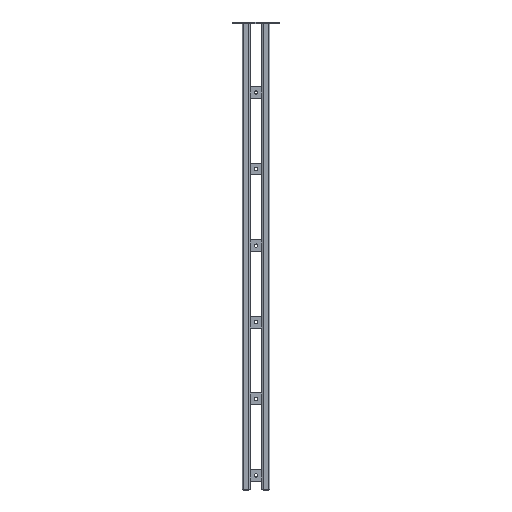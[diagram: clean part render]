
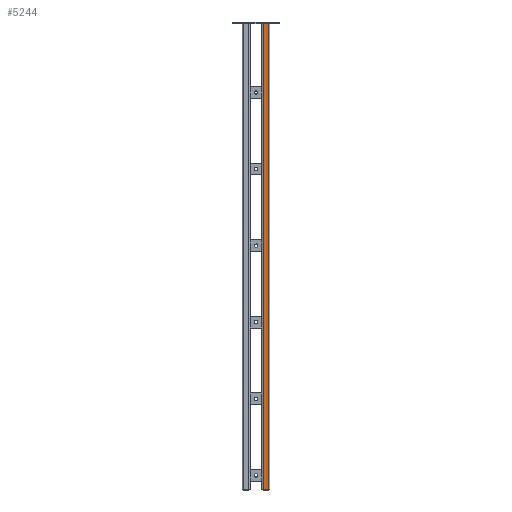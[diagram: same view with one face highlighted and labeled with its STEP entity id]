
A CAD part, top view. The second image highlights one B-rep face of the part: STEP entity #5244.
In plain terms, the highlighted planar face has unit normal (0, 0, 1).
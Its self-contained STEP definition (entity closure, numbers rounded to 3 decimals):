
#250 = CARTESIAN_POINT ( 'NONE',  ( 18.5, -6., 24. ) ) ;
#1005 = ORIENTED_EDGE ( 'NONE', *, *, #15335, .T. ) ;
#1697 = LINE ( 'NONE', #1748, #4788 ) ;
#1748 = CARTESIAN_POINT ( 'NONE',  ( 18.5, -1491., 24. ) ) ;
#2188 = CARTESIAN_POINT ( 'NONE',  ( 22.5, -6., 24. ) ) ;
#2540 = CARTESIAN_POINT ( 'NONE',  ( 40.5, -1491., 24. ) ) ;
#3063 = VECTOR ( 'NONE', #14718, 1000. ) ;
#3276 = DIRECTION ( 'NONE',  ( 1., 0., 0. ) ) ;
#3485 = VERTEX_POINT ( 'NONE', #2540 ) ;
#4769 = PLANE ( 'NONE',  #12428 ) ;
#4788 = VECTOR ( 'NONE', #3276, 1000. ) ;
#5074 = EDGE_CURVE ( 'NONE', #5123, #3485, #7102, .T. ) ;
#5123 = VERTEX_POINT ( 'NONE', #16278 ) ;
#5244 = ADVANCED_FACE ( 'NONE', ( #8224 ), #4769, .F. ) ;
#5668 = VERTEX_POINT ( 'NONE', #19135 ) ;
#5835 = CARTESIAN_POINT ( 'NONE',  ( 22.5, -6., 24. ) ) ;
#5907 = EDGE_CURVE ( 'NONE', #5668, #3485, #1697, .T. ) ;
#6267 = ORIENTED_EDGE ( 'NONE', *, *, #5907, .T. ) ;
#6596 = EDGE_CURVE ( 'NONE', #6741, #5123, #12391, .T. ) ;
#6741 = VERTEX_POINT ( 'NONE', #2188 ) ;
#7102 = LINE ( 'NONE', #7339, #3063 ) ;
#7339 = CARTESIAN_POINT ( 'NONE',  ( 40.5, -6., 24. ) ) ;
#7698 = EDGE_LOOP ( 'NONE', ( #6267, #16402, #13090, #1005 ) ) ;
#7775 = DIRECTION ( 'NONE',  ( 0., 0., -1. ) ) ;
#7791 = DIRECTION ( 'NONE',  ( 1., 0., 0. ) ) ;
#8033 = VECTOR ( 'NONE', #7791, 1000. ) ;
#8224 = FACE_OUTER_BOUND ( 'NONE', #7698, .T. ) ;
#9563 = VECTOR ( 'NONE', #14625, 1000. ) ;
#12391 = LINE ( 'NONE', #250, #8033 ) ;
#12428 = AXIS2_PLACEMENT_3D ( 'NONE', #16607, #7775, #18092 ) ;
#13031 = LINE ( 'NONE', #5835, #9563 ) ;
#13090 = ORIENTED_EDGE ( 'NONE', *, *, #6596, .F. ) ;
#14625 = DIRECTION ( 'NONE',  ( 0., -1., 0. ) ) ;
#14718 = DIRECTION ( 'NONE',  ( 0., -1., 0. ) ) ;
#15335 = EDGE_CURVE ( 'NONE', #6741, #5668, #13031, .T. ) ;
#16278 = CARTESIAN_POINT ( 'NONE',  ( 40.5, -6., 24. ) ) ;
#16402 = ORIENTED_EDGE ( 'NONE', *, *, #5074, .F. ) ;
#16607 = CARTESIAN_POINT ( 'NONE',  ( 18.5, -6., 24. ) ) ;
#18092 = DIRECTION ( 'NONE',  ( 0., 1., 0. ) ) ;
#19135 = CARTESIAN_POINT ( 'NONE',  ( 22.5, -1491., 24. ) ) ;
